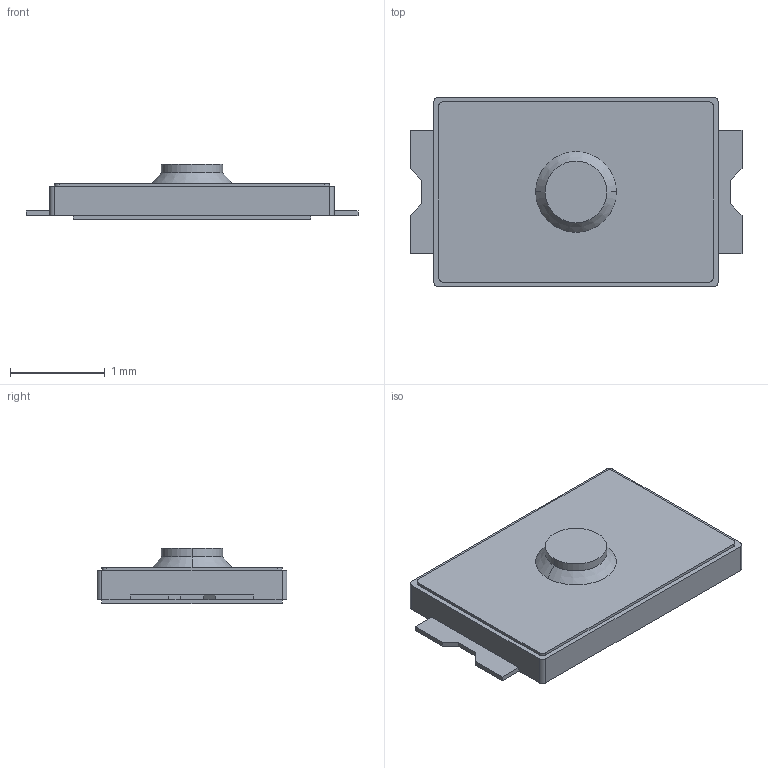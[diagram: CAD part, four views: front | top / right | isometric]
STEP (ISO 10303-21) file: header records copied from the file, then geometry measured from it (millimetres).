
FILE_DESCRIPTION (( 'STEP AP214' ), '1' );
FILE_NAME ('PANASONIC EVPAW.STEP', '2016-07-17T01:35:25', ( '' ), ( '' ), 'SwSTEP 2.0', 'SolidWorks 2015', '' );
FILE_SCHEMA (( 'AUTOMOTIVE_DESIGN' ));
Length unit declared in the file: millimetre
Products named in the file (1): PANASONIC EVPAW
Bounding box: 3.5 x 2 x 0.58 mm (x, y, z)
Volume: 2.3 mm3; surface area: 17.2 mm2
Topology: 1 solids, 1 shells, 45 faces, 118 edges, 78 vertices
Faces by surface type: plane 33, cylinder 10, cone 2
Entity records: 1907 total; most frequent: CARTESIAN_POINT 242, ORIENTED_EDGE 236, DIRECTION 232, EDGE_CURVE 118, VECTOR 96, LINE 96, VERTEX_POINT 78, AXIS2_PLACEMENT_3D 68
